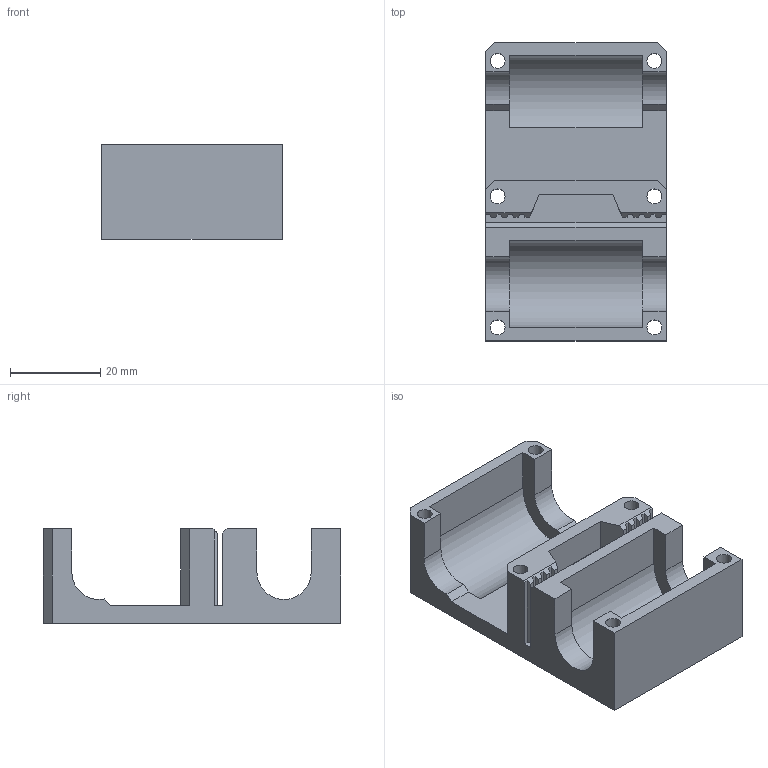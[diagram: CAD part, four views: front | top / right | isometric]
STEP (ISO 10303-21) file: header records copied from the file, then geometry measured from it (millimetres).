
FILE_DESCRIPTION( ( 'Unknown' ), '1' );
FILE_NAME( 'WorkXC.stp', 'Unknown', ( 'Unknown' ), ( 'Unknown' ), 'PSStep 11.0', 'Unknown', ' ' );
FILE_SCHEMA( ( 'AUTOMOTIVE_DESIGN { 1 0 10303 214 1 1 1 1 }' ) );
Length unit declared in the file: millimetre
Products named in the file (1): 1
Bounding box: 40 x 66 x 21 mm (x, y, z)
Volume: 21526.9 mm3; surface area: 14169.4 mm2
Topology: 1 solids, 1 shells, 80 faces, 236 edges, 158 vertices
Faces by surface type: plane 68, cylinder 12
Full cylindrical faces by diameter (mm): 3.3 x6
Entity records: 3272 total; most frequent: CARTESIAN_POINT 465, ORIENTED_EDGE 456, DIRECTION 414, EDGE_CURVE 228, LINE 204, VECTOR 204, VERTEX_POINT 156, AXIS2_PLACEMENT_3D 105
